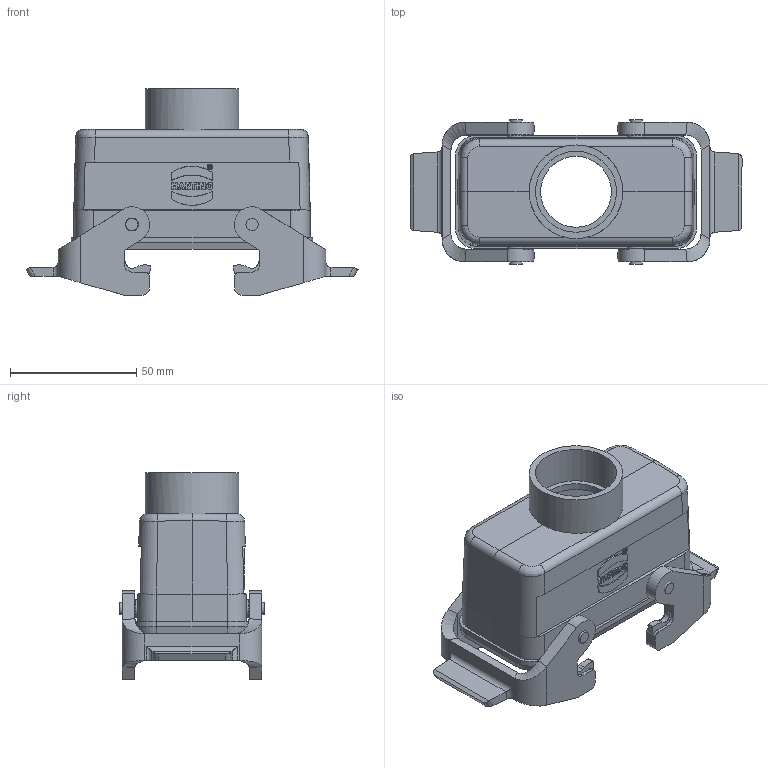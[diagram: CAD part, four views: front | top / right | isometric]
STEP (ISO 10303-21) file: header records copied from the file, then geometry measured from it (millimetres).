
FILE_DESCRIPTION(/* description */ (''),/* implementation_level */ '2;1');
FILE_NAME(/* name */ '100700554ugm000_d.stp',/* time_stamp */ '2021-08-27T08:44:04+02:00',/* author */ (''),/* organization */ (''),/* preprocessor_version */ 'ST-DEVELOPER v16.7',/* originating_system */ 'SIEMENS PLM Software NX 1911',/* authorisation */ '');
FILE_SCHEMA (('AUTOMOTIVE_DESIGN { 1 0 10303 214 3 1 1 1 }'));
Length unit declared in the file: millimetre
Products named in the file (1): 100700554ugm000_d
Bounding box: 131.28 x 57 x 81.7 mm (x, y, z)
Volume: 73757.8 mm3; surface area: 47745.9 mm2
Topology: 3 solids, 3 shells, 393 faces, 1021 edges, 661 vertices
Faces by surface type: plane 257, cylinder 102, bspline 24, cone 10
Full cylindrical faces by diameter (mm): 3 x4, 4.8 x4, 5.13 x3, 7 x4, 28 x1, 32 x1, 37 x1
Entity records: 16405 total; most frequent: CARTESIAN_POINT 4087, ORIENTED_EDGE 1992, DIRECTION 1881, EDGE_CURVE 996, LINE 699, VECTOR 699, VERTEX_POINT 659, AXIS2_PLACEMENT_3D 591
